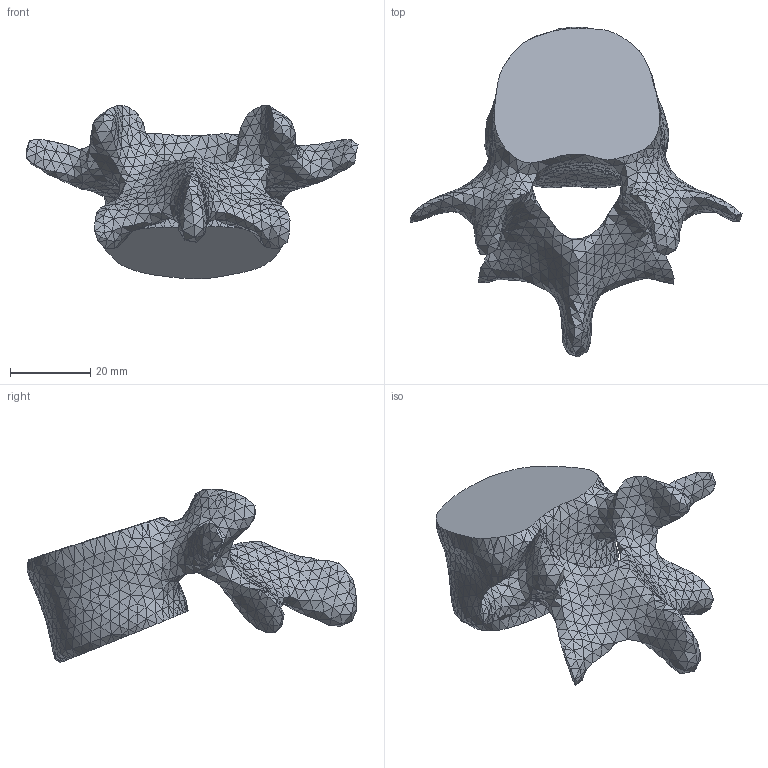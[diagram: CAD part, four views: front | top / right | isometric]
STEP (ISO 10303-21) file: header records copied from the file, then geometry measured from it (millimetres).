
FILE_DESCRIPTION(/* description */ (''),/* implementation_level */ '2;1');
FILE_NAME(/* name */ 'L4.step',/* time_stamp */ '2024-06-07T01:30:58-04:00',/* author */ (''),/* organization */ (''),/* preprocessor_version */ 'ST-DEVELOPER v20',/* originating_system */ 'Autodesk Translation Framework v13.14.0.145',/* authorisation */ '');
FILE_SCHEMA (('AUTOMOTIVE_DESIGN { 1 0 10303 214 3 1 1 }'));
Length unit declared in the file: millimetre
Products named in the file (1): Reduced Order Model_Simscape_L4 (1)
Bounding box: 82.68 x 82.12 x 43.3 mm (x, y, z)
Volume: 44658.4 mm3; surface area: 11153.3 mm2
Topology: 1 solids, 1 shells, 2529 faces, 3960 edges, 1431 vertices
Faces by surface type: plane 2529
Entity records: 50855 total; most frequent: DIRECTION 9020, CARTESIAN_POINT 7921, ORIENTED_EDGE 7920, LINE 3960, VECTOR 3960, EDGE_CURVE 3960, AXIS2_PLACEMENT_3D 2530, FACE_OUTER_BOUND 2529
